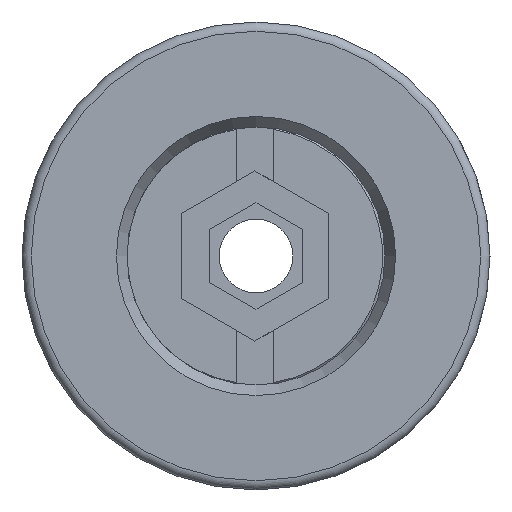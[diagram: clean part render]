
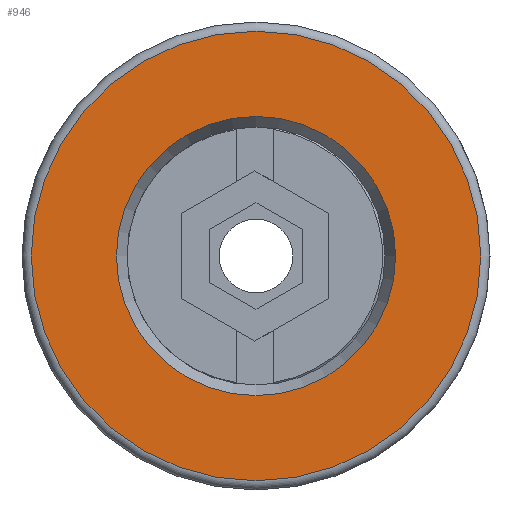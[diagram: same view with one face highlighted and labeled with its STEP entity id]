
A CAD part, left-side view. The second image highlights one B-rep face of the part: STEP entity #946.
In plain terms, the highlighted planar face has unit normal (-1, 0, 0).
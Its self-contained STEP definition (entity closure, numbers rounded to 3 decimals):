
#38=FACE_BOUND('',#137,.T.);
#73=FACE_OUTER_BOUND('',#136,.T.);
#136=EDGE_LOOP('',(#672));
#137=EDGE_LOOP('',(#673));
#362=CIRCLE('',#1037,7.577);
#363=CIRCLE('',#1039,12.2);
#418=VERTEX_POINT('',#1485);
#419=VERTEX_POINT('',#1489);
#517=EDGE_CURVE('',#418,#418,#362,.T.);
#518=EDGE_CURVE('',#419,#419,#363,.T.);
#672=ORIENTED_EDGE('',*,*,#518,.F.);
#673=ORIENTED_EDGE('',*,*,#517,.T.);
#902=PLANE('',#1038);
#946=ADVANCED_FACE('',(#73,#38),#902,.T.);
#1037=AXIS2_PLACEMENT_3D('',#1487,#1196,#1197);
#1038=AXIS2_PLACEMENT_3D('',#1488,#1198,#1199);
#1039=AXIS2_PLACEMENT_3D('',#1490,#1200,#1201);
#1196=DIRECTION('center_axis',(1.,0.,0.));
#1197=DIRECTION('ref_axis',(0.,0.,-1.));
#1198=DIRECTION('center_axis',(-1.,0.,0.));
#1199=DIRECTION('ref_axis',(0.,0.,1.));
#1200=DIRECTION('center_axis',(1.,0.,0.));
#1201=DIRECTION('ref_axis',(0.,0.,-1.));
#1485=CARTESIAN_POINT('',(-203.2,-7.577,0.));
#1487=CARTESIAN_POINT('Origin',(-203.2,0.,0.));
#1488=CARTESIAN_POINT('Origin',(-203.2,12.2,0.));
#1489=CARTESIAN_POINT('',(-203.2,0.,12.2));
#1490=CARTESIAN_POINT('Origin',(-203.2,0.,0.));
